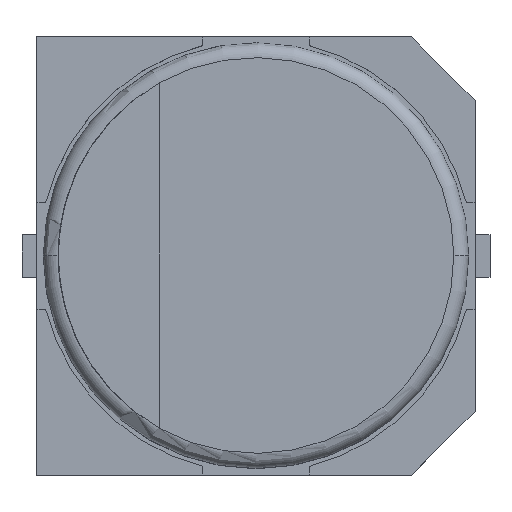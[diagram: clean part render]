
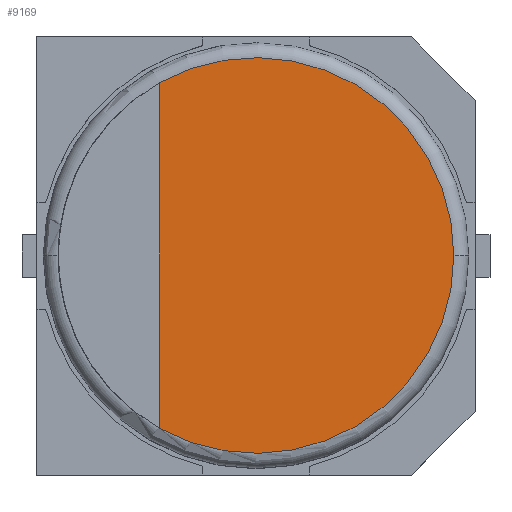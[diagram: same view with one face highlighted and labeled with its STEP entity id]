
A CAD part, top view. The second image highlights one B-rep face of the part: STEP entity #9169.
In plain terms, the highlighted planar face has unit normal (0, 0, 1).
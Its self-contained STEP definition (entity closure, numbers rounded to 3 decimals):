
#244 = DIRECTION ( 'NONE',  ( 1., 0., 0. ) ) ;
#1197 = ORIENTED_EDGE ( 'NONE', *, *, #6264, .F. ) ;
#1364 = DIRECTION ( 'NONE',  ( 0., 0., 1. ) ) ;
#1985 = CARTESIAN_POINT ( 'NONE',  ( 0., 0., 7.7 ) ) ;
#2008 = CARTESIAN_POINT ( 'NONE',  ( 0., 0., 7.7 ) ) ;
#2391 = CARTESIAN_POINT ( 'NONE',  ( 0., 0., 7.7 ) ) ;
#2924 = FACE_OUTER_BOUND ( 'NONE', #9172, .T. ) ;
#3605 = CARTESIAN_POINT ( 'NONE',  ( -2.266, 4.06, 7.7 ) ) ;
#4139 = LINE ( 'NONE', #13630, #13056 ) ;
#4893 = EDGE_CURVE ( 'NONE', #7439, #11876, #7941, .T. ) ;
#5009 = DIRECTION ( 'NONE',  ( 1., 0., 0. ) ) ;
#6264 = EDGE_CURVE ( 'NONE', #7439, #11787, #4139, .T. ) ;
#6469 = DIRECTION ( 'NONE',  ( 1., 0., 0. ) ) ;
#7190 = DIRECTION ( 'NONE',  ( 0., 0., 1. ) ) ;
#7439 = VERTEX_POINT ( 'NONE', #8690 ) ;
#7941 = CIRCLE ( 'NONE', #11305, 4.65 ) ;
#7957 = AXIS2_PLACEMENT_3D ( 'NONE', #2391, #1364, #244 ) ;
#8690 = CARTESIAN_POINT ( 'NONE',  ( -2.266, -4.06, 7.7 ) ) ;
#9169 = ADVANCED_FACE ( 'NONE', ( #2924 ), #13475, .T. ) ;
#9172 = EDGE_LOOP ( 'NONE', ( #1197, #10021, #11520 ) ) ;
#9327 = DIRECTION ( 'NONE',  ( 0., 1., 0. ) ) ;
#9371 = AXIS2_PLACEMENT_3D ( 'NONE', #1985, #12433, #5009 ) ;
#10021 = ORIENTED_EDGE ( 'NONE', *, *, #4893, .T. ) ;
#10221 = CIRCLE ( 'NONE', #7957, 4.65 ) ;
#11305 = AXIS2_PLACEMENT_3D ( 'NONE', #2008, #7190, #6469 ) ;
#11520 = ORIENTED_EDGE ( 'NONE', *, *, #13111, .T. ) ;
#11787 = VERTEX_POINT ( 'NONE', #3605 ) ;
#11876 = VERTEX_POINT ( 'NONE', #13097 ) ;
#12433 = DIRECTION ( 'NONE',  ( 0., 0., 1. ) ) ;
#13056 = VECTOR ( 'NONE', #9327, 1000. ) ;
#13097 = CARTESIAN_POINT ( 'NONE',  ( 4.65, 0., 7.7 ) ) ;
#13111 = EDGE_CURVE ( 'NONE', #11876, #11787, #10221, .T. ) ;
#13475 = PLANE ( 'NONE',  #9371 ) ;
#13630 = CARTESIAN_POINT ( 'NONE',  ( -2.266, 4.06, 7.7 ) ) ;
